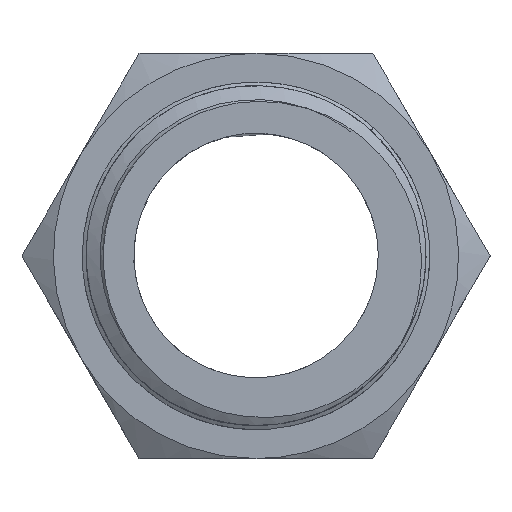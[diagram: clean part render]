
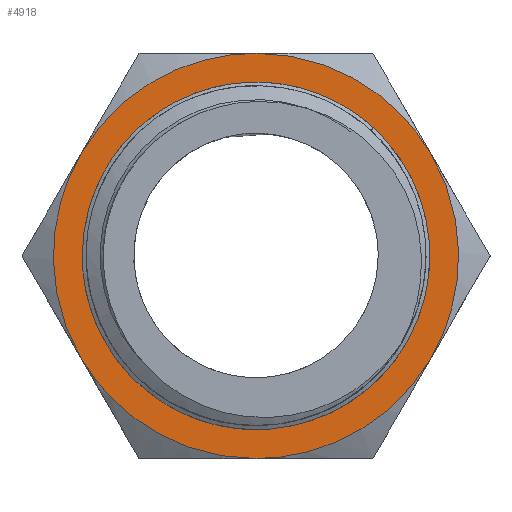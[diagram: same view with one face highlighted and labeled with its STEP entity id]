
A CAD part, top view. The second image highlights one B-rep face of the part: STEP entity #4918.
In plain terms, the highlighted free-form (B-spline) face has degree [1, 1] with [2, 2] control points.
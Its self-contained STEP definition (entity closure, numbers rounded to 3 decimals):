
#4867 = VERTEX_POINT('',#4868);
#4868 = CARTESIAN_POINT('',(-9.351,0.,
    4.09));
#4873 = EDGE_CURVE('',#4867,#4867,#4874,.T.);
#4874 = ( BOUNDED_CURVE() B_SPLINE_CURVE(2,(#4875,#4876,#4877,#4878,
#4879,#4880,#4881),.UNSPECIFIED.,.T.,.F.) B_SPLINE_CURVE_WITH_KNOTS((3,2
    ,2,3),(3.142,5.236,7.33,9.425),
.PIECEWISE_BEZIER_KNOTS.) CURVE() GEOMETRIC_REPRESENTATION_ITEM() 
RATIONAL_B_SPLINE_CURVE((1.,0.5,1.,0.5,1.,0.5,1.)) REPRESENTATION_ITEM(
  '') );
#4875 = CARTESIAN_POINT('',(-9.351,0.,
    4.09));
#4876 = CARTESIAN_POINT('',(-9.351,16.196,
    4.09));
#4877 = CARTESIAN_POINT('',(4.675,8.098,4.09
    ));
#4878 = CARTESIAN_POINT('',(18.701,0.,
    4.09));
#4879 = CARTESIAN_POINT('',(4.675,-8.098,
    4.09));
#4880 = CARTESIAN_POINT('',(-9.351,-16.196,
    4.09));
#4881 = CARTESIAN_POINT('',(-9.351,0.,
    4.09));
#4918 = ADVANCED_FACE('',(#4919,#4969),#4972,.T.);
#4919 = FACE_BOUND('',#4920,.T.);
#4920 = EDGE_LOOP('',(#4921,#4931,#4939,#4947,#4955,#4963));
#4921 = ORIENTED_EDGE('',*,*,#4922,.F.);
#4922 = EDGE_CURVE('',#4923,#4925,#4927,.T.);
#4923 = VERTEX_POINT('',#4924);
#4924 = CARTESIAN_POINT('',(-9.446,-5.454,
    4.09));
#4925 = VERTEX_POINT('',#4926);
#4926 = CARTESIAN_POINT('',(-9.446,5.454,
    4.09));
#4927 = ( BOUNDED_CURVE() B_SPLINE_CURVE(2,(#4928,#4929,#4930),
.UNSPECIFIED.,.F.,.F.) B_SPLINE_CURVE_WITH_KNOTS((3,3),(2.618,
3.665),.PIECEWISE_BEZIER_KNOTS.) CURVE() 
GEOMETRIC_REPRESENTATION_ITEM() RATIONAL_B_SPLINE_CURVE((1.,
0.866,1.)) REPRESENTATION_ITEM('') );
#4928 = CARTESIAN_POINT('',(-9.446,-5.454,
    4.09));
#4929 = CARTESIAN_POINT('',(-12.595,0.,
    4.09));
#4930 = CARTESIAN_POINT('',(-9.446,5.454,
    4.09));
#4931 = ORIENTED_EDGE('',*,*,#4932,.F.);
#4932 = EDGE_CURVE('',#4933,#4923,#4935,.T.);
#4933 = VERTEX_POINT('',#4934);
#4934 = CARTESIAN_POINT('',(0.,-10.908,4.09));
#4935 = ( BOUNDED_CURVE() B_SPLINE_CURVE(2,(#4936,#4937,#4938),
.UNSPECIFIED.,.F.,.F.) B_SPLINE_CURVE_WITH_KNOTS((3,3),(1.571,
2.618),.PIECEWISE_BEZIER_KNOTS.) CURVE() 
GEOMETRIC_REPRESENTATION_ITEM() RATIONAL_B_SPLINE_CURVE((1.,
0.866,1.)) REPRESENTATION_ITEM('') );
#4936 = CARTESIAN_POINT('',(0.,-10.908,
    4.09));
#4937 = CARTESIAN_POINT('',(-6.298,-10.908,
    4.09));
#4938 = CARTESIAN_POINT('',(-9.446,-5.454,
    4.09));
#4939 = ORIENTED_EDGE('',*,*,#4940,.F.);
#4940 = EDGE_CURVE('',#4941,#4933,#4943,.T.);
#4941 = VERTEX_POINT('',#4942);
#4942 = CARTESIAN_POINT('',(9.446,-5.454,
    4.09));
#4943 = ( BOUNDED_CURVE() B_SPLINE_CURVE(2,(#4944,#4945,#4946),
.UNSPECIFIED.,.F.,.F.) B_SPLINE_CURVE_WITH_KNOTS((3,3),(0.524,
1.571),.PIECEWISE_BEZIER_KNOTS.) CURVE() 
GEOMETRIC_REPRESENTATION_ITEM() RATIONAL_B_SPLINE_CURVE((1.,
0.866,1.)) REPRESENTATION_ITEM('') );
#4944 = CARTESIAN_POINT('',(9.446,-5.454,
    4.09));
#4945 = CARTESIAN_POINT('',(6.298,-10.908,
    4.09));
#4946 = CARTESIAN_POINT('',(0.,-10.908,
    4.09));
#4947 = ORIENTED_EDGE('',*,*,#4948,.F.);
#4948 = EDGE_CURVE('',#4949,#4941,#4951,.T.);
#4949 = VERTEX_POINT('',#4950);
#4950 = CARTESIAN_POINT('',(9.446,5.454,4.09
    ));
#4951 = ( BOUNDED_CURVE() B_SPLINE_CURVE(2,(#4952,#4953,#4954),
.UNSPECIFIED.,.F.,.F.) B_SPLINE_CURVE_WITH_KNOTS((3,3),(5.76,
6.807),.PIECEWISE_BEZIER_KNOTS.) CURVE() 
GEOMETRIC_REPRESENTATION_ITEM() RATIONAL_B_SPLINE_CURVE((1.,
0.866,1.)) REPRESENTATION_ITEM('') );
#4952 = CARTESIAN_POINT('',(9.446,5.454,4.09
    ));
#4953 = CARTESIAN_POINT('',(12.595,0.,
    4.09));
#4954 = CARTESIAN_POINT('',(9.446,-5.454,
    4.09));
#4955 = ORIENTED_EDGE('',*,*,#4956,.F.);
#4956 = EDGE_CURVE('',#4957,#4949,#4959,.T.);
#4957 = VERTEX_POINT('',#4958);
#4958 = CARTESIAN_POINT('',(0.,10.908,
    4.09));
#4959 = ( BOUNDED_CURVE() B_SPLINE_CURVE(2,(#4960,#4961,#4962),
.UNSPECIFIED.,.F.,.F.) B_SPLINE_CURVE_WITH_KNOTS((3,3),(4.712,
5.76),.PIECEWISE_BEZIER_KNOTS.) CURVE() 
GEOMETRIC_REPRESENTATION_ITEM() RATIONAL_B_SPLINE_CURVE((1.,
0.866,1.)) REPRESENTATION_ITEM('') );
#4960 = CARTESIAN_POINT('',(0.,10.908,
    4.09));
#4961 = CARTESIAN_POINT('',(6.298,10.908,4.09
    ));
#4962 = CARTESIAN_POINT('',(9.446,5.454,4.09
    ));
#4963 = ORIENTED_EDGE('',*,*,#4964,.F.);
#4964 = EDGE_CURVE('',#4925,#4957,#4965,.T.);
#4965 = ( BOUNDED_CURVE() B_SPLINE_CURVE(2,(#4966,#4967,#4968),
.UNSPECIFIED.,.F.,.F.) B_SPLINE_CURVE_WITH_KNOTS((3,3),(3.665,
4.712),.PIECEWISE_BEZIER_KNOTS.) CURVE() 
GEOMETRIC_REPRESENTATION_ITEM() RATIONAL_B_SPLINE_CURVE((1.,
0.866,1.)) REPRESENTATION_ITEM('') );
#4966 = CARTESIAN_POINT('',(-9.446,5.454,
    4.09));
#4967 = CARTESIAN_POINT('',(-6.298,10.908,
    4.09));
#4968 = CARTESIAN_POINT('',(0.,10.908,
    4.09));
#4969 = FACE_BOUND('',#4970,.T.);
#4970 = EDGE_LOOP('',(#4971));
#4971 = ORIENTED_EDGE('',*,*,#4873,.T.);
#4972 = B_SPLINE_SURFACE_WITH_KNOTS('',1,1,(
    (#4973,#4974)
    ,(#4975,#4976
    )),.UNSPECIFIED.,.F.,.F.,.F.,(2,2),(2,2),(-8.,8.),(-8.,8.),
  .PIECEWISE_BEZIER_KNOTS.);
#4973 = CARTESIAN_POINT('',(-10.908,-10.908,
    4.09));
#4974 = CARTESIAN_POINT('',(-10.908,10.908,
    4.09));
#4975 = CARTESIAN_POINT('',(10.908,-10.908,
    4.09));
#4976 = CARTESIAN_POINT('',(10.908,10.908,4.09
    ));
